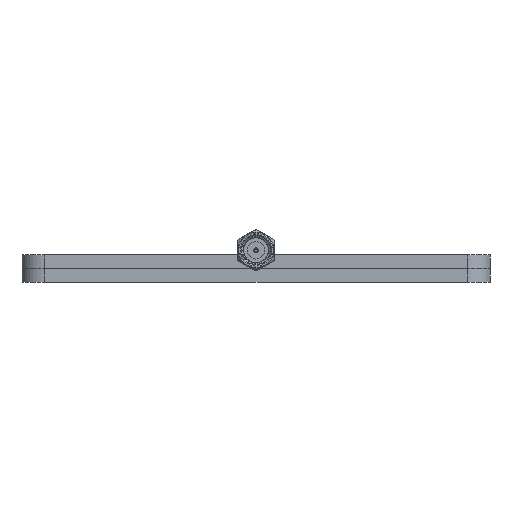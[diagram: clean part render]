
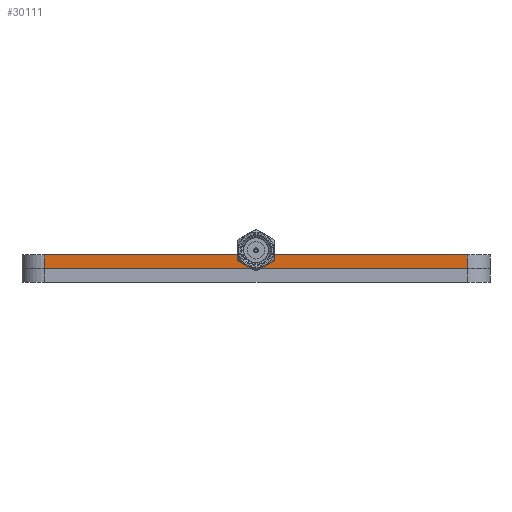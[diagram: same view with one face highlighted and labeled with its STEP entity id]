
A CAD part, front view. The second image highlights one B-rep face of the part: STEP entity #30111.
In plain terms, the highlighted planar face has unit normal (0, -1, 0).
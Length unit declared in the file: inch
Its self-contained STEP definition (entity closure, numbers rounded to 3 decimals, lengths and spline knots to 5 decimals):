
#2557 = ORIENTED_EDGE ( 'NONE', *, *, #10698, .T. ) ;
#3783 = AXIS2_PLACEMENT_3D ( 'NONE', #19987, #12133, #36166 ) ;
#6361 = FACE_OUTER_BOUND ( 'NONE', #87221, .T. ) ;
#8350 = VERTEX_POINT ( 'NONE', #86669 ) ;
#9109 = DIRECTION ( 'NONE',  ( 0., 0., -1. ) ) ;
#10698 = EDGE_CURVE ( 'NONE', #73677, #60074, #58119, .T. ) ;
#10770 = CARTESIAN_POINT ( 'NONE',  ( -2.20472, -6.02362, 0.11811 ) ) ;
#12133 = DIRECTION ( 'NONE',  ( 0., -1., 0. ) ) ;
#14234 = VECTOR ( 'NONE', #33438, 39.37008 ) ;
#14368 = CARTESIAN_POINT ( 'NONE',  ( -4.01575, -6.02362, 0.11024 ) ) ;
#15291 = ORIENTED_EDGE ( 'NONE', *, *, #56922, .T. ) ;
#18569 = CARTESIAN_POINT ( 'NONE',  ( -5.82677, -6.02362, 0.11811 ) ) ;
#19987 = CARTESIAN_POINT ( 'NONE',  ( -2.20472, -6.02362, 0.11811 ) ) ;
#21474 = CARTESIAN_POINT ( 'NONE',  ( -2.20472, -6.02362, 0.11811 ) ) ;
#27546 = CIRCLE ( 'NONE', #74310, 0.04724 ) ;
#30111 = ADVANCED_FACE ( 'NONE', ( #6361 ), #91555, .T. ) ;
#30134 = VERTEX_POINT ( 'NONE', #100437 ) ;
#31104 = VECTOR ( 'NONE', #90656, 39.37008 ) ;
#31170 = VECTOR ( 'NONE', #98499, 39.37008 ) ;
#33438 = DIRECTION ( 'NONE',  ( -1., 0., 0. ) ) ;
#35157 = VECTOR ( 'NONE', #50270, 39.37008 ) ;
#35264 = LINE ( 'NONE', #18569, #31104 ) ;
#36166 = DIRECTION ( 'NONE',  ( 0., 0., -1. ) ) ;
#38897 = CARTESIAN_POINT ( 'NONE',  ( -3.98963, -6.02362, 0.11811 ) ) ;
#40316 = EDGE_CURVE ( 'NONE', #75481, #63311, #77426, .T. ) ;
#42612 = DIRECTION ( 'NONE',  ( -1., 0., 0. ) ) ;
#42963 = CARTESIAN_POINT ( 'NONE',  ( -2.20472, -6.02362, 0.11811 ) ) ;
#45300 = EDGE_CURVE ( 'NONE', #60074, #75481, #27546, .T. ) ;
#48610 = ORIENTED_EDGE ( 'NONE', *, *, #45300, .T. ) ;
#48796 = DIRECTION ( 'NONE',  ( 0., 1., 0. ) ) ;
#50270 = DIRECTION ( 'NONE',  ( -1., 0., 0. ) ) ;
#50421 = LINE ( 'NONE', #82791, #31170 ) ;
#52451 = ORIENTED_EDGE ( 'NONE', *, *, #40316, .T. ) ;
#54082 = AXIS2_PLACEMENT_3D ( 'NONE', #57675, #48796, #9109 ) ;
#56816 = CARTESIAN_POINT ( 'NONE',  ( -2.20472, -6.02362, 0. ) ) ;
#56922 = EDGE_CURVE ( 'NONE', #30134, #8350, #35264, .T. ) ;
#57675 = CARTESIAN_POINT ( 'NONE',  ( -4.01575, -6.02362, 0.15748 ) ) ;
#58119 = LINE ( 'NONE', #42963, #35157 ) ;
#60074 = VERTEX_POINT ( 'NONE', #38897 ) ;
#63311 = VERTEX_POINT ( 'NONE', #86864 ) ;
#65306 = CARTESIAN_POINT ( 'NONE',  ( -2.20472, -6.02362, 0. ) ) ;
#66536 = VERTEX_POINT ( 'NONE', #56816 ) ;
#69338 = EDGE_CURVE ( 'NONE', #73677, #66536, #50421, .T. ) ;
#71070 = EDGE_CURVE ( 'NONE', #63311, #30134, #82307, .T. ) ;
#72102 = LINE ( 'NONE', #65306, #14234 ) ;
#72174 = ORIENTED_EDGE ( 'NONE', *, *, #71070, .T. ) ;
#73677 = VERTEX_POINT ( 'NONE', #21474 ) ;
#74310 = AXIS2_PLACEMENT_3D ( 'NONE', #83843, #83333, #76048 ) ;
#75481 = VERTEX_POINT ( 'NONE', #14368 ) ;
#76048 = DIRECTION ( 'NONE',  ( 0., 0., -1. ) ) ;
#77426 = CIRCLE ( 'NONE', #54082, 0.04724 ) ;
#77941 = VECTOR ( 'NONE', #42612, 39.37008 ) ;
#82307 = LINE ( 'NONE', #10770, #77941 ) ;
#82770 = ORIENTED_EDGE ( 'NONE', *, *, #87401, .F. ) ;
#82791 = CARTESIAN_POINT ( 'NONE',  ( -2.20472, -6.02362, 0.11811 ) ) ;
#83333 = DIRECTION ( 'NONE',  ( 0., 1., 0. ) ) ;
#83843 = CARTESIAN_POINT ( 'NONE',  ( -4.01575, -6.02362, 0.15748 ) ) ;
#86669 = CARTESIAN_POINT ( 'NONE',  ( -5.82677, -6.02362, 0. ) ) ;
#86864 = CARTESIAN_POINT ( 'NONE',  ( -4.04186, -6.02362, 0.11811 ) ) ;
#87221 = EDGE_LOOP ( 'NONE', ( #2557, #48610, #52451, #72174, #15291, #82770, #101649 ) ) ;
#87401 = EDGE_CURVE ( 'NONE', #66536, #8350, #72102, .T. ) ;
#90656 = DIRECTION ( 'NONE',  ( 0., 0., -1. ) ) ;
#91555 = PLANE ( 'NONE',  #3783 ) ;
#98499 = DIRECTION ( 'NONE',  ( 0., 0., -1. ) ) ;
#100437 = CARTESIAN_POINT ( 'NONE',  ( -5.82677, -6.02362, 0.11811 ) ) ;
#101649 = ORIENTED_EDGE ( 'NONE', *, *, #69338, .F. ) ;
